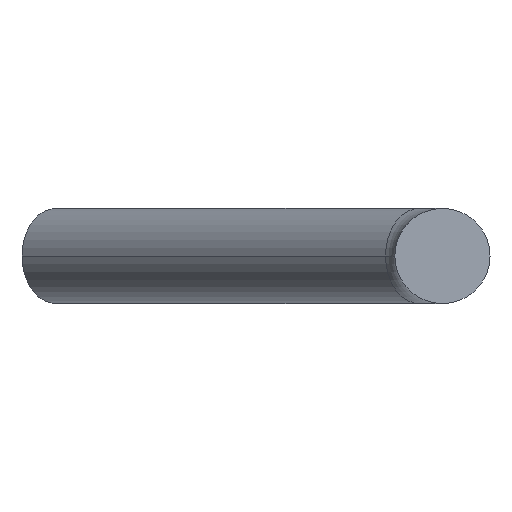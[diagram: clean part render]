
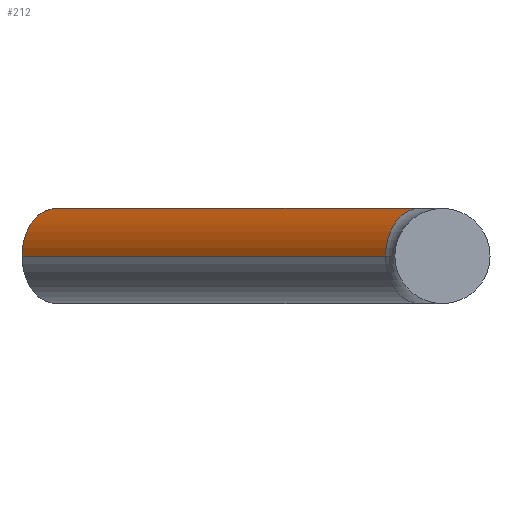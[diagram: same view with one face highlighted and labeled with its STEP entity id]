
A CAD part, front view. The second image highlights one B-rep face of the part: STEP entity #212.
In plain terms, the highlighted cylindrical face has radius 6 mm (diameter 12 mm), a partial arc.
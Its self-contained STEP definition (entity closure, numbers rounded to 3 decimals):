
#86=CARTESIAN_POINT('',(-2.929,-8.128,0.));
#87=DIRECTION('',(-0.707,0.707,0.));
#88=DIRECTION('',(-0.707,-0.707,0.));
#89=AXIS2_PLACEMENT_3D('',#86,#87,#88);
#91=DIRECTION('',(-0.707,0.707,0.));
#92=VECTOR('',#91,64.858);
#93=CARTESIAN_POINT('',(-7.172,-12.371,0.));
#94=LINE('',#93,#92);
#100=DIRECTION('',(-0.707,0.707,0.));
#101=VECTOR('',#100,64.858);
#102=CARTESIAN_POINT('',(1.314,-3.886,0.));
#103=LINE('',#102,#101);
#104=CARTESIAN_POINT('',(-48.79,37.733,0.));
#105=DIRECTION('',(-0.707,0.707,0.));
#106=DIRECTION('',(-0.707,-0.707,0.));
#107=AXIS2_PLACEMENT_3D('',#104,#105,#106);
#118=CARTESIAN_POINT('',(-53.033,33.49,0.));
#119=CARTESIAN_POINT('',(-44.548,41.976,0.));
#120=VERTEX_POINT('',#118);
#121=VERTEX_POINT('',#119);
#126=CARTESIAN_POINT('',(-7.172,-12.371,0.));
#127=CARTESIAN_POINT('',(1.314,-3.886,0.));
#128=VERTEX_POINT('',#126);
#129=VERTEX_POINT('',#127);
#198=CARTESIAN_POINT('',(-2.929,-8.128,0.));
#199=DIRECTION('',(-0.707,0.707,0.));
#200=DIRECTION('',(-0.707,-0.707,0.));
#201=AXIS2_PLACEMENT_3D('',#198,#199,#200);
#202=CYLINDRICAL_SURFACE('',#201,6.);
#203=ORIENTED_EDGE('',*,*,#192,.F.);
#205=ORIENTED_EDGE('',*,*,#204,.T.);
#207=ORIENTED_EDGE('',*,*,#206,.T.);
#209=ORIENTED_EDGE('',*,*,#208,.F.);
#210=EDGE_LOOP('',(#203,#205,#207,#209));
#211=FACE_OUTER_BOUND('',#210,.F.);
#90=CIRCLE('',#89,6.);
#108=CIRCLE('',#107,6.);
#192=EDGE_CURVE('',#128,#129,#90,.T.);
#204=EDGE_CURVE('',#128,#120,#94,.T.);
#206=EDGE_CURVE('',#120,#121,#108,.T.);
#208=EDGE_CURVE('',#129,#121,#103,.T.);
#212=ADVANCED_FACE('',(#211),#202,.T.);
